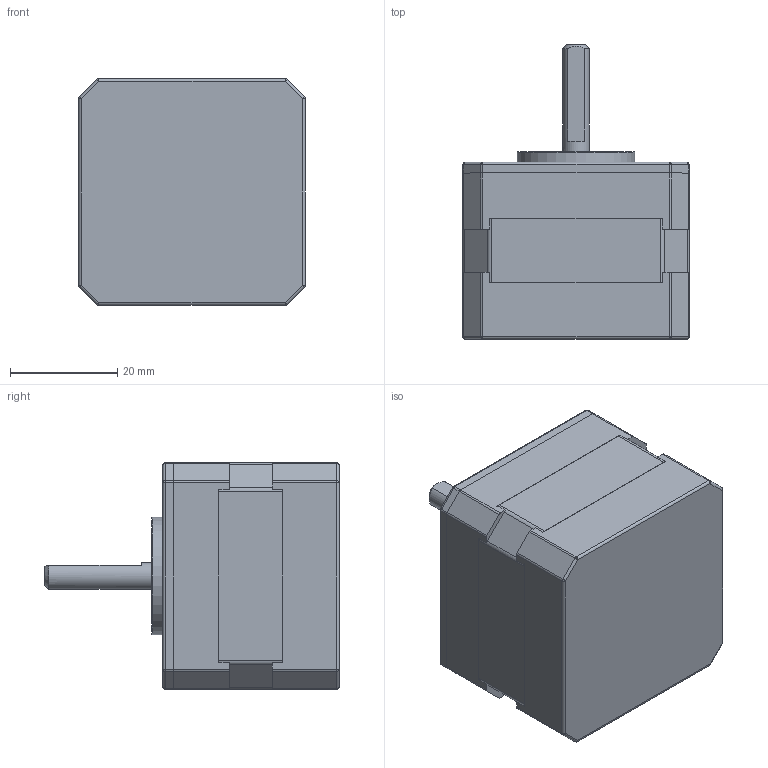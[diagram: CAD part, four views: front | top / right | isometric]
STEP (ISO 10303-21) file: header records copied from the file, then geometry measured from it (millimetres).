
FILE_DESCRIPTION(/* description */ (''),/* implementation_level */ '2;1');
FILE_NAME(/* name */ '324 NEMA-17 Stepper Motor.step',/* time_stamp */ '2018-07-07T16:45:38-04:00',/* author */ ('Adafruit'),/* organization */ (''),/* preprocessor_version */ 'ST-DEVELOPER v17',/* originating_system */ 'Autodesk Translation Framework v7.1.0.215',/* authorisation */ '');
FILE_SCHEMA (('AUTOMOTIVE_DESIGN { 1 0 10303 214 3 1 1 }'));
Length unit declared in the file: millimetre
Products named in the file (3): NEMA-17 Stepper Motor; Main Stepper Body; Shaft
Assembly tree (2 placements, depth 2):
  NEMA-17 Stepper Motor
    Main Stepper Body
    Shaft
Bounding box: 42.3 x 55 x 42.3 mm (x, y, z)
Volume: 58681.8 mm3; surface area: 20277.9 mm2
Topology: 5 solids, 5 shells, 278 faces, 715 edges, 454 vertices
Faces by surface type: cylinder 172, plane 67, sphere 16, bspline 16, torus 5, cone 2
Full cylindrical faces by diameter (mm): 2 x1, 2.671 x44, 3.07 x48, 5 x1, 10 x1, 22 x1
Entity records: 15935 total; most frequent: CARTESIAN_POINT 9470, ORIENTED_EDGE 1430, DIRECTION 1169, EDGE_CURVE 715, VERTEX_POINT 454, AXIS2_PLACEMENT_3D 432, LINE 305, VECTOR 305
